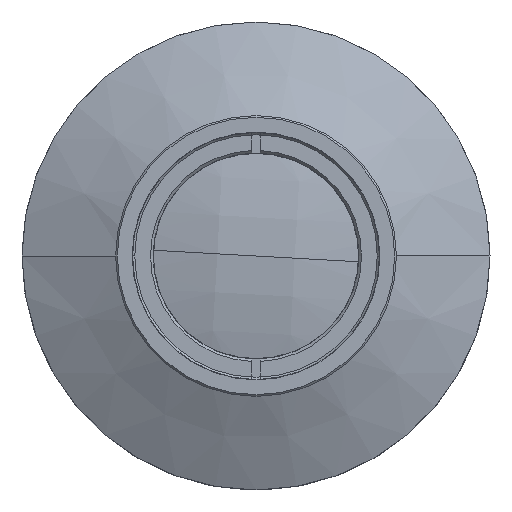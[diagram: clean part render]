
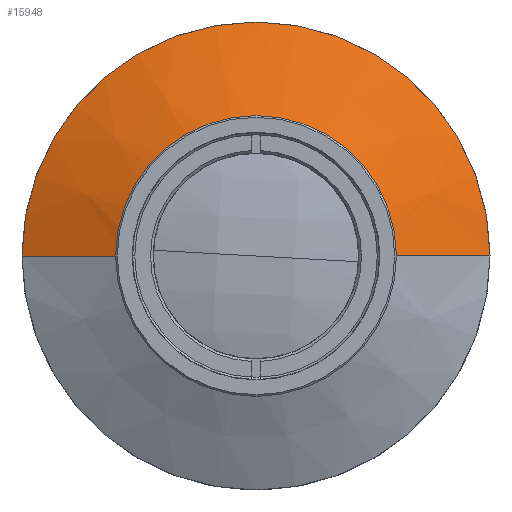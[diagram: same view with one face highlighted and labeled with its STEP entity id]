
A CAD part, left-side view. The second image highlights one B-rep face of the part: STEP entity #15948.
In plain terms, the highlighted conical face has half-angle 65 degrees and reference radius 27.5 mm.
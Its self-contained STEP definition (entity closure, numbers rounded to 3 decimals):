
#327 = CIRCLE ( 'NONE', #9781, 15.5 ) ;
#331 = CARTESIAN_POINT ( 'NONE',  ( 153.039, 0., 0. ) ) ;
#830 = CARTESIAN_POINT ( 'NONE',  ( 147.443, -15.5, 0. ) ) ;
#1882 = CARTESIAN_POINT ( 'NONE',  ( 153.039, 27.5, 0. ) ) ;
#2293 = EDGE_CURVE ( 'NONE', #11938, #9154, #5991, .T. ) ;
#2401 = CIRCLE ( 'NONE', #5097, 27.5 ) ;
#2520 = ORIENTED_EDGE ( 'NONE', *, *, #15783, .F. ) ;
#2569 = AXIS2_PLACEMENT_3D ( 'NONE', #331, #4046, #14621 ) ;
#2581 = CONICAL_SURFACE ( 'NONE', #12036, 27.5, 1.134 ) ;
#2908 = DIRECTION ( 'NONE',  ( 1., 0., 0. ) ) ;
#3016 = DIRECTION ( 'NONE',  ( 0.423, -0.906, 0. ) ) ;
#3392 = CIRCLE ( 'NONE', #2569, 27.5 ) ;
#3783 = DIRECTION ( 'NONE',  ( 0.423, 0.906, 0. ) ) ;
#4046 = DIRECTION ( 'NONE',  ( 1., 0., 0. ) ) ;
#4096 = DIRECTION ( 'NONE',  ( 0., 1., 0. ) ) ;
#4236 = AXIS2_PLACEMENT_3D ( 'NONE', #6514, #12866, #11457 ) ;
#4669 = EDGE_LOOP ( 'NONE', ( #6208, #11695, #2520, #11053, #9891, #7165 ) ) ;
#4680 = DIRECTION ( 'NONE',  ( 0., 0., 1. ) ) ;
#5047 = CARTESIAN_POINT ( 'NONE',  ( 153.039, 27.5, 0. ) ) ;
#5097 = AXIS2_PLACEMENT_3D ( 'NONE', #7383, #14987, #4680 ) ;
#5287 = VERTEX_POINT ( 'NONE', #12855 ) ;
#5461 = CARTESIAN_POINT ( 'NONE',  ( 153.039, -27.5, 0. ) ) ;
#5472 = VERTEX_POINT ( 'NONE', #830 ) ;
#5861 = VERTEX_POINT ( 'NONE', #12527 ) ;
#5991 = LINE ( 'NONE', #5047, #13895 ) ;
#6208 = ORIENTED_EDGE ( 'NONE', *, *, #13147, .T. ) ;
#6514 = CARTESIAN_POINT ( 'NONE',  ( 147.443, 0., 0. ) ) ;
#7127 = EDGE_CURVE ( 'NONE', #5472, #5287, #15953, .T. ) ;
#7165 = ORIENTED_EDGE ( 'NONE', *, *, #11032, .T. ) ;
#7383 = CARTESIAN_POINT ( 'NONE',  ( 153.039, 0., 0. ) ) ;
#7886 = FACE_OUTER_BOUND ( 'NONE', #4669, .T. ) ;
#8221 = DIRECTION ( 'NONE',  ( 0., 0., -1. ) ) ;
#8950 = VECTOR ( 'NONE', #3016, 1000. ) ;
#9154 = VERTEX_POINT ( 'NONE', #1882 ) ;
#9781 = AXIS2_PLACEMENT_3D ( 'NONE', #12042, #2908, #8221 ) ;
#9891 = ORIENTED_EDGE ( 'NONE', *, *, #2293, .F. ) ;
#10624 = DIRECTION ( 'NONE',  ( 1., 0., 0. ) ) ;
#11032 = EDGE_CURVE ( 'NONE', #11938, #12968, #327, .T. ) ;
#11053 = ORIENTED_EDGE ( 'NONE', *, *, #14729, .F. ) ;
#11457 = DIRECTION ( 'NONE',  ( 0., 0., -1. ) ) ;
#11695 = ORIENTED_EDGE ( 'NONE', *, *, #7127, .T. ) ;
#11938 = VERTEX_POINT ( 'NONE', #16501 ) ;
#12036 = AXIS2_PLACEMENT_3D ( 'NONE', #14323, #10624, #4096 ) ;
#12042 = CARTESIAN_POINT ( 'NONE',  ( 147.443, 0., 0. ) ) ;
#12527 = CARTESIAN_POINT ( 'NONE',  ( 153.039, 0., 27.5 ) ) ;
#12855 = CARTESIAN_POINT ( 'NONE',  ( 153.039, -27.5, 0. ) ) ;
#12866 = DIRECTION ( 'NONE',  ( 1., 0., 0. ) ) ;
#12968 = VERTEX_POINT ( 'NONE', #14565 ) ;
#13147 = EDGE_CURVE ( 'NONE', #12968, #5472, #15038, .T. ) ;
#13895 = VECTOR ( 'NONE', #3783, 1000. ) ;
#14323 = CARTESIAN_POINT ( 'NONE',  ( 153.039, 0., 0. ) ) ;
#14565 = CARTESIAN_POINT ( 'NONE',  ( 147.443, 0., 15.5 ) ) ;
#14621 = DIRECTION ( 'NONE',  ( 0., 0., 1. ) ) ;
#14729 = EDGE_CURVE ( 'NONE', #9154, #5861, #2401, .T. ) ;
#14987 = DIRECTION ( 'NONE',  ( 1., 0., 0. ) ) ;
#15038 = CIRCLE ( 'NONE', #4236, 15.5 ) ;
#15783 = EDGE_CURVE ( 'NONE', #5861, #5287, #3392, .T. ) ;
#15948 = ADVANCED_FACE ( 'NONE', ( #7886 ), #2581, .T. ) ;
#15953 = LINE ( 'NONE', #5461, #8950 ) ;
#16501 = CARTESIAN_POINT ( 'NONE',  ( 147.443, 15.5, 0. ) ) ;
